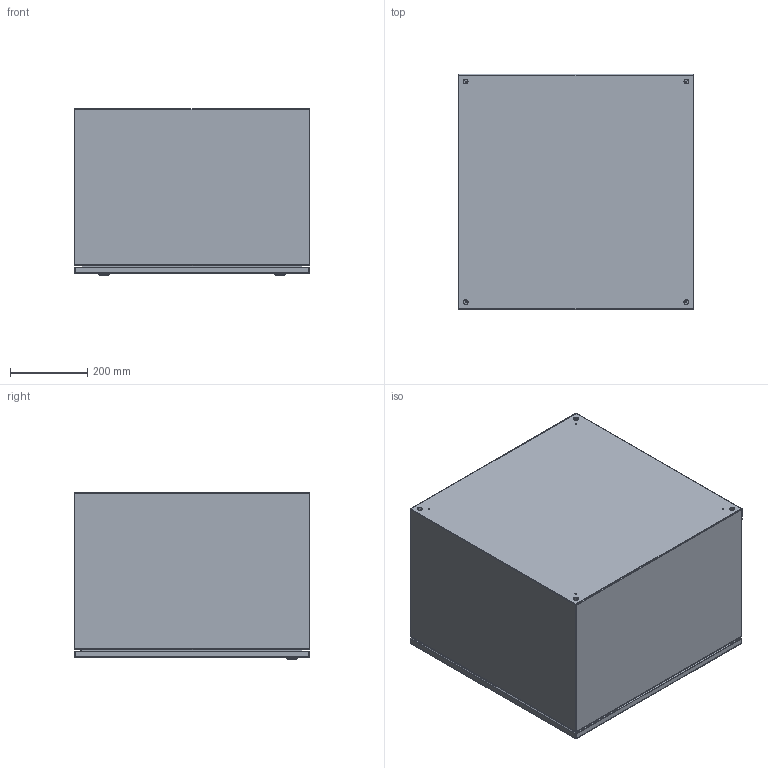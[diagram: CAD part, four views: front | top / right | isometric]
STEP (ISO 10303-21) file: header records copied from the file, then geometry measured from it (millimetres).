
FILE_DESCRIPTION (( 'STEP AP214' ), '1' );
FILE_NAME ('EN4SD242416WGY.STEP', '2019-11-12T21:34:50', ( '' ), ( '' ), 'SwSTEP 2.0', 'SolidWorks 2019', '' );
FILE_SCHEMA (( 'AUTOMOTIVE_DESIGN' ));
Length unit declared in the file: inch
Products named in the file (1): EN4SD242416WGY
Bounding box: 609.6 x 609.6 x 431.72 mm (x, y, z)
Volume: 4680330 mm3; surface area: 4142114.1 mm2
Topology: 74 solids, 75 shells, 1435 faces, 3135 edges, 1888 vertices
Faces by surface type: plane 740, cylinder 441, cone 146, bspline 80, torus 24, sphere 4
Entity records: 60474 total; most frequent: CARTESIAN_POINT 10177, DIRECTION 6641, ORIENTED_EDGE 6230, EDGE_CURVE 3115, AXIS2_PLACEMENT_3D 2510, VERTEX_POINT 1888, LINE 1621, VECTOR 1621
